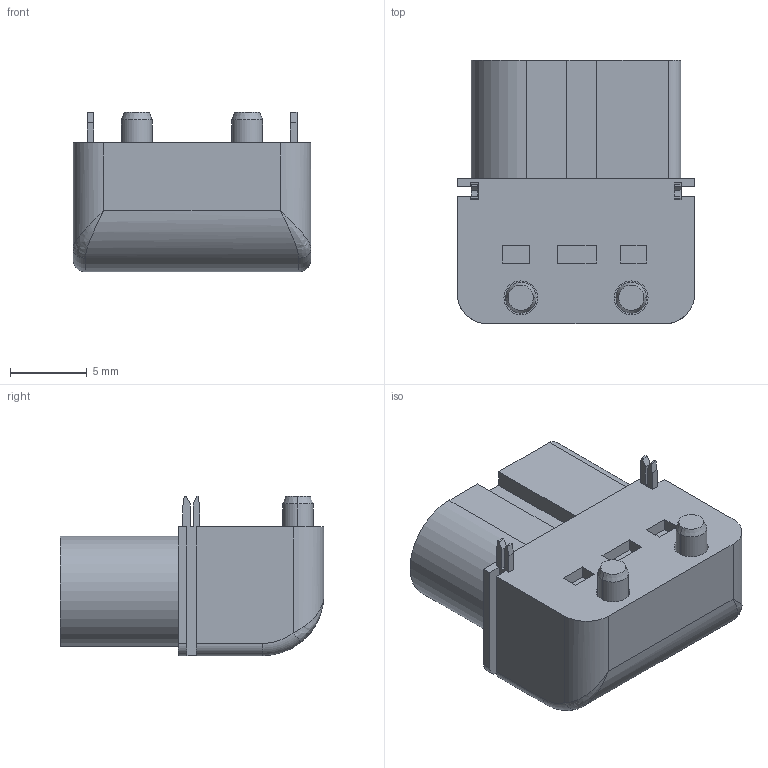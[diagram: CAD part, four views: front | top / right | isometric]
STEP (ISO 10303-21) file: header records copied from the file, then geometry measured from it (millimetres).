
FILE_DESCRIPTION (( 'STEP AP214' ), '1' );
FILE_NAME ('XT60PW-ĸͷ.STEP', '2018-09-22T02:07:38', ( 'xiaobo' ), ( 'http://www.2345.com/?kokx' ), 'SwSTEP 2.0', 'SolidWorks 2015', '' );
FILE_SCHEMA (( 'AUTOMOTIVE_DESIGN' ));
Length unit declared in the file: millimetre
Products named in the file (1): XT60PW-ĸͷ
Bounding box: 15.5 x 17.2 x 10.4 mm (x, y, z)
Volume: 1416.5 mm3; surface area: 1611.1 mm2
Topology: 3 solids, 3 shells, 126 faces, 310 edges, 202 vertices
Faces by surface type: plane 87, cylinder 31, cone 4, torus 2, bspline 2
Entity records: 5218 total; most frequent: CARTESIAN_POINT 753, DIRECTION 622, ORIENTED_EDGE 616, EDGE_CURVE 308, VECTOR 236, LINE 236, VERTEX_POINT 202, AXIS2_PLACEMENT_3D 193
